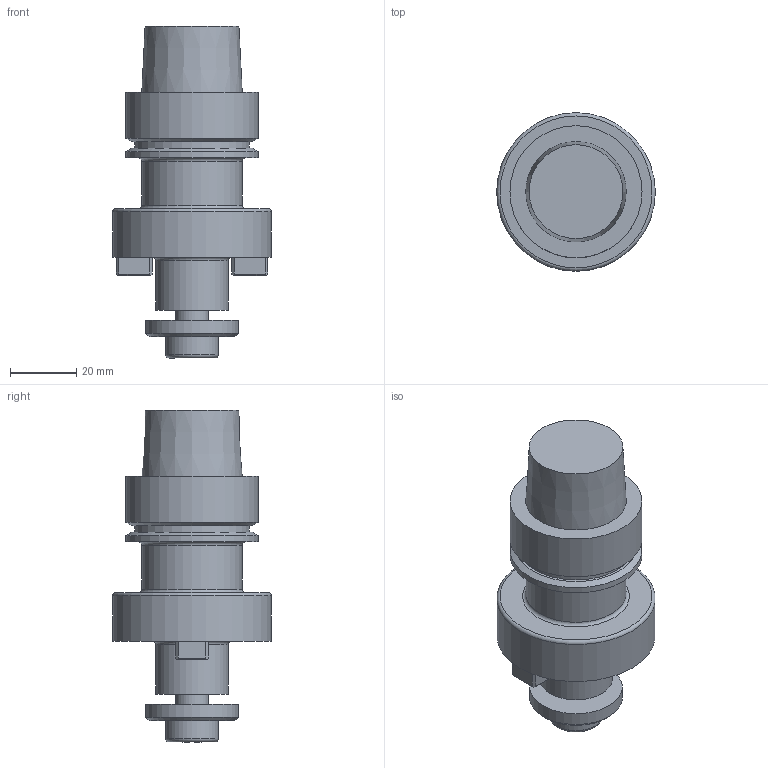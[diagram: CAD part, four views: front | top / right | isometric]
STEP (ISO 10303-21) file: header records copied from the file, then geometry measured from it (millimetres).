
FILE_DESCRIPTION(/* description */ (''),/* implementation_level */ '2;1');
FILE_NAME(/* name */ 'TOOLCOMP_1.STP',/* time_stamp */ '2022-11-10T12:21:36+01:00',/* author */ (''),/* organization */ ('SMS'),/* preprocessor_version */ 'ST-DEVELOPER v16.7',/* originating_system */ 'SIEMENS PLM Software NX 12.0',/* authorisation */ '');
FILE_SCHEMA (('AUTOMOTIVE_DESIGN { 1 0 10303 214 3 1 1 1 }'));
Length unit declared in the file: millimetre
Products named in the file (2): NOCUT_COMP20221110122015; TOOLCOMP_1
Assembly tree (1 placements, depth 2):
  TOOLCOMP_1
    NOCUT_COMP20221110122015
Bounding box: 48 x 48 x 100.5 mm (x, y, z)
Volume: 174038.4 mm3; surface area: 34314.1 mm2
Topology: 2 solids, 6 shells, 258 faces, 542 edges, 333 vertices
Faces by surface type: plane 166, cone 38, cylinder 36, torus 18
Full cylindrical faces by diameter (mm): 4 x4, 4.5 x4, 7 x4, 7.4 x4, 10 x2, 11 x2, 16 x2, 22 x2, 28 x2, 30.367 x2, 34.8 x2, 40 x4, 48 x2
Entity records: 6435 total; most frequent: CARTESIAN_POINT 1148, DIRECTION 1118, ORIENTED_EDGE 900, EDGE_CURVE 450, AXIS2_PLACEMENT_3D 427, EDGE_LOOP 368, VERTEX_POINT 310, LINE 264
